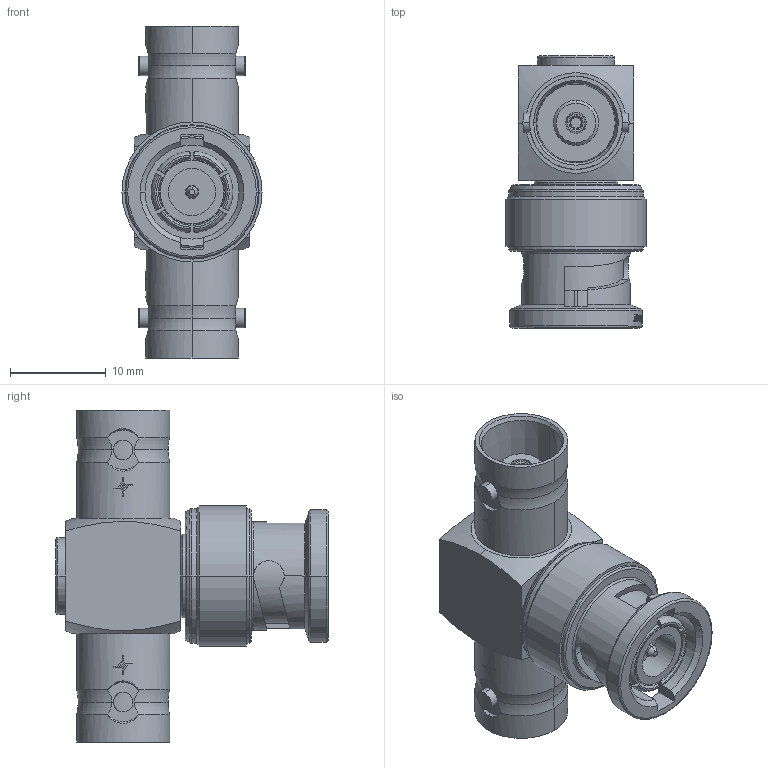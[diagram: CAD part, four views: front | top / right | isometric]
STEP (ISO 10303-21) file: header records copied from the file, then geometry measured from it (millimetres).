
FILE_DESCRIPTION (( 'STEP AP214' ), '1' );
FILE_NAME ('J01004C0616.STEP', '2013-02-04T14:34:20', ( 'Wartung1' ), ( '' ), 'SwSTEP 2.0', 'SolidWorks 2012', '' );
FILE_SCHEMA (( 'AUTOMOTIVE_DESIGN' ));
Length unit declared in the file: millimetre
Products named in the file (1): J01004C0616
Bounding box: 14.6 x 28.35 x 34.6 mm (x, y, z)
Volume: 4523 mm3; surface area: 3516 mm2
Topology: 1 solids, 3 shells, 736 faces, 2011 edges, 1324 vertices
Faces by surface type: plane 284, cylinder 251, cone 79, bspline 78, torus 44
Entity records: 34401 total; most frequent: CARTESIAN_POINT 9454, ORIENTED_EDGE 4022, DIRECTION 3179, EDGE_CURVE 2011, VERTEX_POINT 1324, AXIS2_PLACEMENT_3D 1170, VECTOR 839, LINE 839
